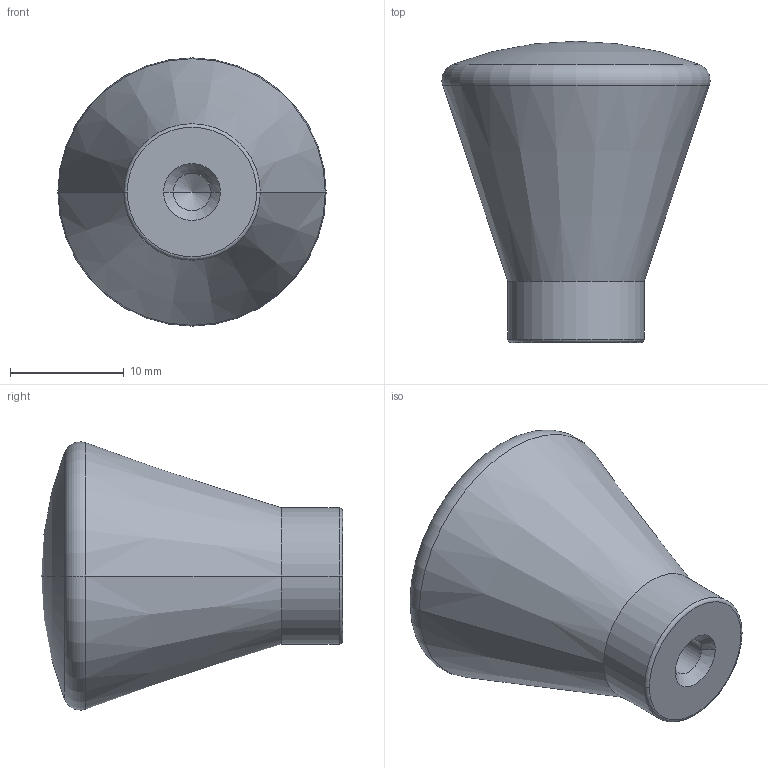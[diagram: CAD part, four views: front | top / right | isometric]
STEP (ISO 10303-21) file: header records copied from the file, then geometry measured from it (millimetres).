
FILE_DESCRIPTION(('Creo Elements/Direct Modeling STEP Export'),'2;1');
FILE_NAME('872-24.stp','2020-12-15T12:04:16',(''),(''),'Creo Elements/Direct Modeling STEP processor for AP214 (Solid Model)','Creo Elements/Direct Modeling 20.0 12-Nov-2016 (C) Parametric Technology GmbH','');
FILE_SCHEMA(('AUTOMOTIVE_DESIGN { 1 0 10303 214 1 1 1 1 }'));
Length unit declared in the file: millimetre
Products named in the file (1): 872-24
Bounding box: 23.6 x 26.5 x 23.6 mm (x, y, z)
Volume: 6078.8 mm3; surface area: 1969.3 mm2
Topology: 1 solids, 1 shells, 20 faces, 42 edges, 22 vertices
Faces by surface type: cylinder 6, cone 6, torus 4, plane 2, sphere 2
Entity records: 491 total; most frequent: DIRECTION 84, ORIENTED_EDGE 76, CARTESIAN_POINT 70, EDGE_CURVE 38, AXIS2_PLACEMENT_3D 36, VERTEX_POINT 22, EDGE_LOOP 22, FACE_OUTER_BOUND 20
